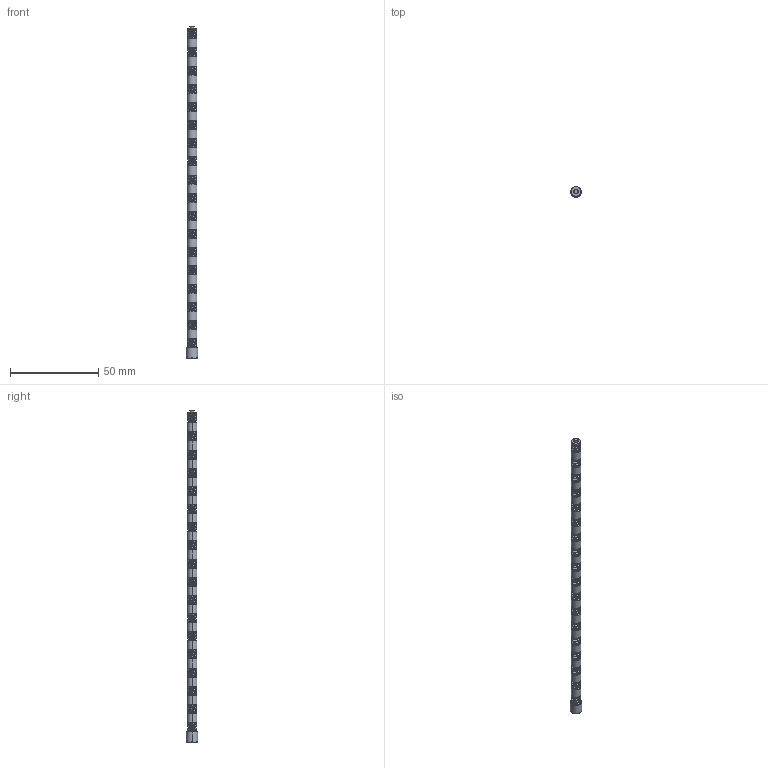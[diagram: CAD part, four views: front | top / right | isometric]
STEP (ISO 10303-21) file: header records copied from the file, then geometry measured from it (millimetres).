
FILE_DESCRIPTION (( 'STEP AP203' ), '1' );
FILE_NAME ('Axis_Worm2.STEP', '2014-03-28T11:44:16', ( '' ), ( '' ), 'SwSTEP 2.0', 'SolidWorks 2014', '' );
FILE_SCHEMA (( 'CONFIG_CONTROL_DESIGN' ));
Length unit declared in the file: millimetre
Products named in the file (4): Axis_Worm2; Worm_Segment_Worm__m0.5_z2; Worm_Segment_Last_Worm__m0.5_z2; Worm_Segment_First
Assembly tree (19 placements, depth 2):
  Axis_Worm2
    Worm_Segment_Worm__m0.5_z2  x17
    Worm_Segment_Last_Worm__m0.5_z2
    Worm_Segment_First
Bounding box: 6.5 x 6.5 x 188.25 mm (x, y, z)
Volume: 3728.6 mm3; surface area: 5159.5 mm2
Topology: 19 solids, 19 shells, 549 faces, 1491 edges, 983 vertices
Faces by surface type: bspline 252, cylinder 155, plane 79, torus 58, cone 5
Entity records: 12684 total; most frequent: CARTESIAN_POINT 10087, ORIENTED_EDGE 422, DIRECTION 296, EDGE_CURVE 211, VERTEX_POINT 135, AXIS2_PLACEMENT_3D 130, B_SPLINE_CURVE_WITH_KNOTS 108, EDGE_LOOP 88
